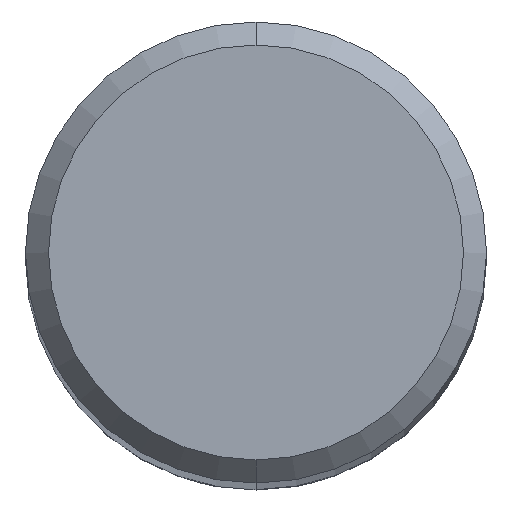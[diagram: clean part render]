
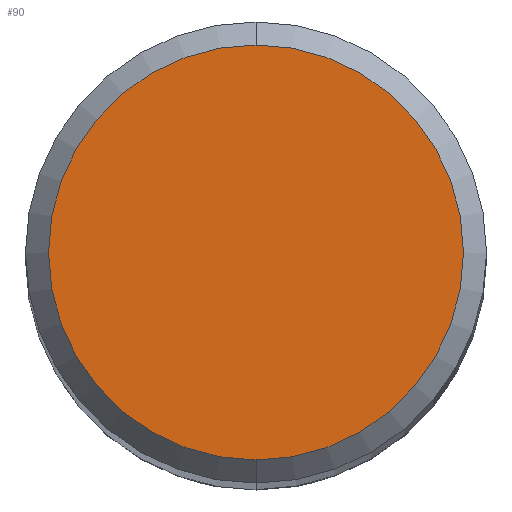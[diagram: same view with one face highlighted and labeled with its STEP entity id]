
A CAD part, top view. The second image highlights one B-rep face of the part: STEP entity #90.
In plain terms, the highlighted planar face has unit normal (0, 0, 1).
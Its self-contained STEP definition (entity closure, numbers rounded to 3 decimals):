
#70=VERTEX_POINT('',#164);
#82=EDGE_CURVE('',#100,#70,#176,.T.);
#90=ADVANCED_FACE('',(#187),#188,.T.);
#100=VERTEX_POINT('',#200);
#126=EDGE_CURVE('',#70,#100,#229,.T.);
#164=CARTESIAN_POINT('',(0.,-5.4,0.0));
#176=CIRCLE('',#277,5.4);
#187=FACE_OUTER_BOUND('',#288,.T.);
#188=PLANE('',#289);
#200=CARTESIAN_POINT('',(0.0,5.4,0.0));
#229=CIRCLE('',#342,5.4);
#277=AXIS2_PLACEMENT_3D('',#375,#376,#377);
#288=EDGE_LOOP('',(#403,#404));
#289=AXIS2_PLACEMENT_3D('',#405,#406,#407);
#342=AXIS2_PLACEMENT_3D('',#457,#458,#459);
#375=CARTESIAN_POINT('',(0.0,0.0,0.0));
#376=DIRECTION('',(0.0,0.0,-1.0));
#377=DIRECTION('',(0.0,1.0,0.0));
#403=ORIENTED_EDGE('',*,*,#82,.F.);
#404=ORIENTED_EDGE('',*,*,#126,.F.);
#405=CARTESIAN_POINT('',(0.0,2.7,0.0));
#406=DIRECTION('',(-0.0,0.0,1.0));
#407=DIRECTION('',(0.0,-1.0,0.0));
#457=CARTESIAN_POINT('',(0.0,0.0,0.0));
#458=DIRECTION('',(0.0,0.0,-1.0));
#459=DIRECTION('',(0.0,1.0,0.0));
